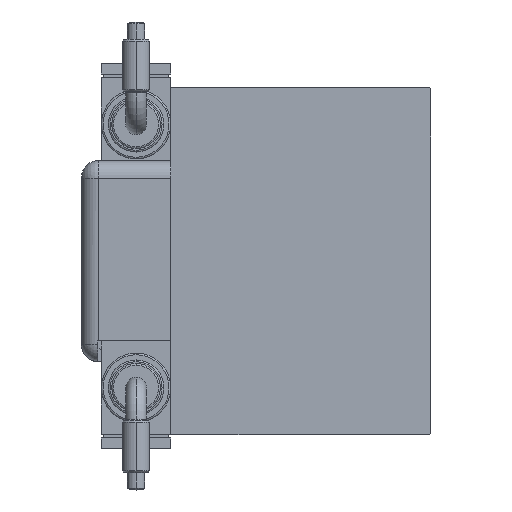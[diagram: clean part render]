
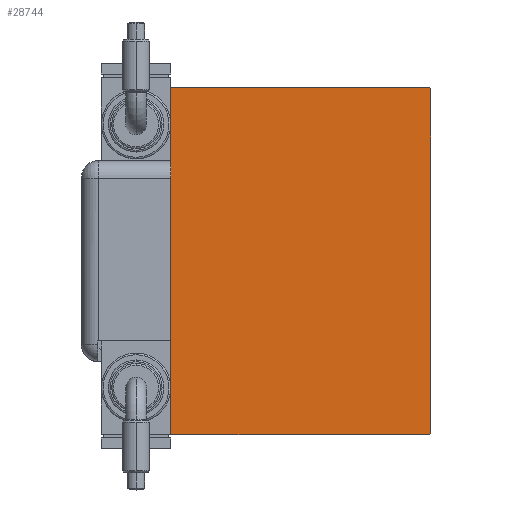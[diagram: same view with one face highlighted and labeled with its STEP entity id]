
A CAD part, left-side view. The second image highlights one B-rep face of the part: STEP entity #28744.
In plain terms, the highlighted face is planar.
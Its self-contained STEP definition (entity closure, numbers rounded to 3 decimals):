
#2506 = CARTESIAN_POINT ( 'NONE',  ( 193., 43.6, 43.6 ) ) ;
#2815 = VERTEX_POINT ( 'NONE', #40218 ) ;
#3788 = DIRECTION ( 'NONE',  ( 0., 0., 1. ) ) ;
#5051 = CARTESIAN_POINT ( 'NONE',  ( 193., 37.2, 50. ) ) ;
#7219 = EDGE_CURVE ( 'NONE', #8704, #44311, #24102, .T. ) ;
#7320 = CARTESIAN_POINT ( 'NONE',  ( 193., -37.2, -50. ) ) ;
#7325 = CARTESIAN_POINT ( 'NONE',  ( 193., -37.5, 50. ) ) ;
#8704 = VERTEX_POINT ( 'NONE', #10676 ) ;
#10275 = LINE ( 'NONE', #15531, #26141 ) ;
#10585 = DIRECTION ( 'NONE',  ( 0., 0.707, -0.707 ) ) ;
#10676 = CARTESIAN_POINT ( 'NONE',  ( 193., -37.2, 50. ) ) ;
#11518 = PLANE ( 'NONE',  #13233 ) ;
#12033 = CARTESIAN_POINT ( 'NONE',  ( 193., -37.5, -50. ) ) ;
#12743 = LINE ( 'NONE', #18619, #34971 ) ;
#13233 = AXIS2_PLACEMENT_3D ( 'NONE', #30659, #16155, #17069 ) ;
#13789 = DIRECTION ( 'NONE',  ( 0., 0., -1. ) ) ;
#15531 = CARTESIAN_POINT ( 'NONE',  ( 193., -43.6, -43.6 ) ) ;
#16155 = DIRECTION ( 'NONE',  ( 1., 0., 0. ) ) ;
#16188 = ORIENTED_EDGE ( 'NONE', *, *, #30540, .T. ) ;
#16531 = EDGE_CURVE ( 'NONE', #34209, #59390, #44846, .T. ) ;
#16901 = LINE ( 'NONE', #7325, #53689 ) ;
#17069 = DIRECTION ( 'NONE',  ( 0., 0., -1. ) ) ;
#17515 = LINE ( 'NONE', #36353, #34058 ) ;
#18344 = ORIENTED_EDGE ( 'NONE', *, *, #29854, .T. ) ;
#18619 = CARTESIAN_POINT ( 'NONE',  ( 193., 37.5, -50. ) ) ;
#19182 = VECTOR ( 'NONE', #49729, 1000. ) ;
#22932 = VECTOR ( 'NONE', #34497, 1000. ) ;
#24102 = LINE ( 'NONE', #42965, #56798 ) ;
#25396 = DIRECTION ( 'NONE',  ( 0., -0.707, 0.707 ) ) ;
#26141 = VECTOR ( 'NONE', #10585, 1000. ) ;
#27221 = EDGE_CURVE ( 'NONE', #44311, #48153, #16901, .T. ) ;
#27999 = DIRECTION ( 'NONE',  ( 0., 0.707, 0.707 ) ) ;
#28215 = ORIENTED_EDGE ( 'NONE', *, *, #48766, .T. ) ;
#28744 = ADVANCED_FACE ( 'NONE', ( #35907 ), #11518, .T. ) ;
#29854 = EDGE_CURVE ( 'NONE', #2815, #34209, #12743, .T. ) ;
#30523 = VERTEX_POINT ( 'NONE', #7320 ) ;
#30540 = EDGE_CURVE ( 'NONE', #37842, #2815, #17515, .T. ) ;
#30659 = CARTESIAN_POINT ( 'NONE',  ( 193., 0., 0. ) ) ;
#32113 = CARTESIAN_POINT ( 'NONE',  ( 193., -37.5, 49.7 ) ) ;
#33324 = CARTESIAN_POINT ( 'NONE',  ( 193., -37.5, -49.7 ) ) ;
#34058 = VECTOR ( 'NONE', #27999, 1000. ) ;
#34209 = VERTEX_POINT ( 'NONE', #38505 ) ;
#34497 = DIRECTION ( 'NONE',  ( 0., -1., 0. ) ) ;
#34971 = VECTOR ( 'NONE', #3788, 1000. ) ;
#35907 = FACE_OUTER_BOUND ( 'NONE', #48234, .T. ) ;
#36353 = CARTESIAN_POINT ( 'NONE',  ( 193., 43.6, -43.6 ) ) ;
#37842 = VERTEX_POINT ( 'NONE', #46841 ) ;
#38327 = DIRECTION ( 'NONE',  ( 0., -0.707, -0.707 ) ) ;
#38505 = CARTESIAN_POINT ( 'NONE',  ( 193., 37.5, 49.7 ) ) ;
#40218 = CARTESIAN_POINT ( 'NONE',  ( 193., 37.5, -49.7 ) ) ;
#41242 = EDGE_CURVE ( 'NONE', #30523, #37842, #54371, .T. ) ;
#42965 = CARTESIAN_POINT ( 'NONE',  ( 193., -43.6, 43.6 ) ) ;
#44311 = VERTEX_POINT ( 'NONE', #32113 ) ;
#44333 = ORIENTED_EDGE ( 'NONE', *, *, #16531, .T. ) ;
#44846 = LINE ( 'NONE', #2506, #53502 ) ;
#46400 = EDGE_CURVE ( 'NONE', #59390, #8704, #57994, .T. ) ;
#46841 = CARTESIAN_POINT ( 'NONE',  ( 193., 37.2, -50. ) ) ;
#47636 = ORIENTED_EDGE ( 'NONE', *, *, #7219, .T. ) ;
#48153 = VERTEX_POINT ( 'NONE', #33324 ) ;
#48234 = EDGE_LOOP ( 'NONE', ( #48525, #16188, #18344, #44333, #60101, #47636, #60124, #28215 ) ) ;
#48525 = ORIENTED_EDGE ( 'NONE', *, *, #41242, .T. ) ;
#48766 = EDGE_CURVE ( 'NONE', #48153, #30523, #10275, .T. ) ;
#49729 = DIRECTION ( 'NONE',  ( 0., 1., 0. ) ) ;
#53502 = VECTOR ( 'NONE', #25396, 1000. ) ;
#53689 = VECTOR ( 'NONE', #13789, 1000. ) ;
#54371 = LINE ( 'NONE', #12033, #19182 ) ;
#56798 = VECTOR ( 'NONE', #38327, 1000. ) ;
#57678 = CARTESIAN_POINT ( 'NONE',  ( 193., 37.5, 50. ) ) ;
#57994 = LINE ( 'NONE', #57678, #22932 ) ;
#59390 = VERTEX_POINT ( 'NONE', #5051 ) ;
#60101 = ORIENTED_EDGE ( 'NONE', *, *, #46400, .T. ) ;
#60124 = ORIENTED_EDGE ( 'NONE', *, *, #27221, .T. ) ;
